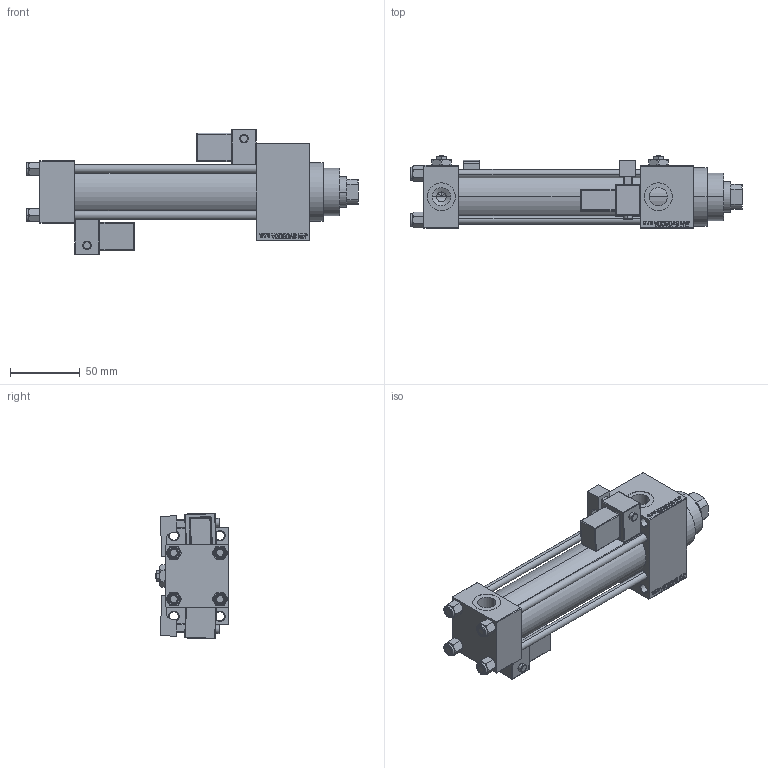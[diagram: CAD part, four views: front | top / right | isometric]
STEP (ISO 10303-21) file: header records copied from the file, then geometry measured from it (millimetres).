
FILE_DESCRIPTION (( 'STEP AP203' ), '1' );
FILE_NAME ('91bd.STEP', '2022-04-14T09:43:38', ( '' ), ( '' ), 'SwSTEP 2.0', 'SolidWorks 2019', '' );
FILE_SCHEMA (( 'CONFIG_CONTROL_DESIGN' ));
Length unit declared in the file: millimetre
Products named in the file (8): V215CR_MSU fd0414a6df5caa6b87799df47e625675; V215CR_VCP_D fd0414a6df5caa6b87799df47e625675; Zatka_pro_OIL_PORT fd0414a6df5caa6b87799df47e625675; V215CR_D_Body fd0414a6df5caa6b87799df47e625675; 91bd; NUT_M5_D fd0414a6df5caa6b87799df47e625675; V215_VC_A fd0414a6df5caa6b87799df47e625675; V215CR_D_TYCINKA fd0414a6df5caa6b87799df47e625675
Assembly tree (15 placements, depth 2):
  91bd
    V215CR_D_Body fd0414a6df5caa6b87799df47e625675
    V215CR_VCP_D fd0414a6df5caa6b87799df47e625675
    NUT_M5_D fd0414a6df5caa6b87799df47e625675  x4
    V215CR_D_TYCINKA fd0414a6df5caa6b87799df47e625675  x4
    V215_VC_A fd0414a6df5caa6b87799df47e625675
    V215CR_MSU fd0414a6df5caa6b87799df47e625675  x2
    Zatka_pro_OIL_PORT fd0414a6df5caa6b87799df47e625675  x2
Bounding box: 238 x 52 x 90.31 mm (x, y, z)
Volume: 348130.2 mm3; surface area: 122778.1 mm2
Topology: 15 solids, 15 shells, 1361 faces, 3347 edges, 2116 vertices
Faces by surface type: plane 604, bspline 368, cone 186, cylinder 159, sphere 24, torus 20
Entity records: 51438 total; most frequent: CARTESIAN_POINT 26023, ORIENTED_EDGE 5600, DIRECTION 3838, EDGE_CURVE 2800, VERTEX_POINT 1814, LINE 1656, VECTOR 1656, EDGE_LOOP 1262
